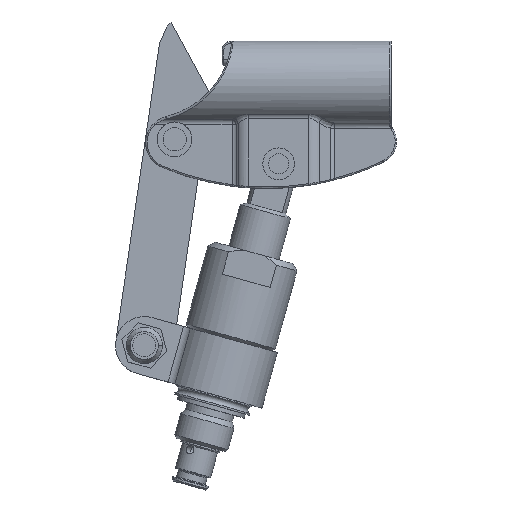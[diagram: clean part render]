
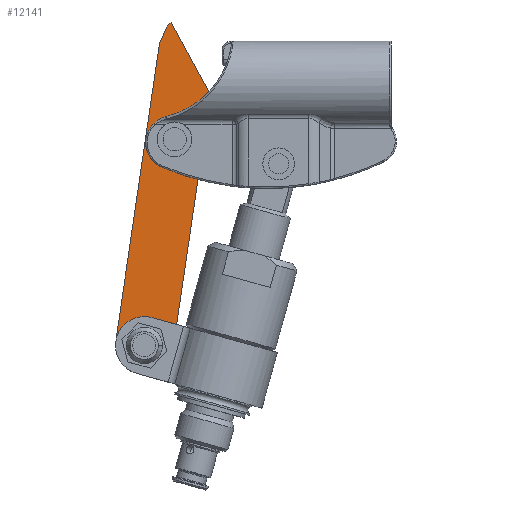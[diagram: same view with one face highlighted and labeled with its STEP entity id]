
A CAD part, top view. The second image highlights one B-rep face of the part: STEP entity #12141.
In plain terms, the highlighted planar face has unit normal (0, 0, 1).
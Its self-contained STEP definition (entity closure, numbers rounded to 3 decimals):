
#2801=CARTESIAN_POINT('',(10.,-19.5,2.9));
#2802=DIRECTION('',(0.,0.,1.));
#2803=DIRECTION('',(1.,0.,0.));
#2804=AXIS2_PLACEMENT_3D('',#2801,#2802,#2803);
#2851=CARTESIAN_POINT('',(10.,-19.5,2.9));
#2852=DIRECTION('',(0.,0.,1.));
#2853=DIRECTION('',(-1.,0.,0.));
#2854=AXIS2_PLACEMENT_3D('',#2851,#2852,#2853);
#3342=DIRECTION('',(0.397,0.918,0.));
#3343=VECTOR('',#3342,5.049);
#3344=CARTESIAN_POINT('',(7.772,-94.431,2.9));
#3345=LINE('',#3344,#3343);
#3346=CARTESIAN_POINT('',(-0.49,-90.862,2.9));
#3347=DIRECTION('',(0.,0.,1.));
#3348=DIRECTION('',(-0.993,-0.116,0.));
#3349=AXIS2_PLACEMENT_3D('',#3346,#3347,#3348);
#3351=DIRECTION('',(0.116,-0.993,0.));
#3352=VECTOR('',#3351,5.049);
#3353=CARTESIAN_POINT('',(-10.013,-86.888,2.9));
#3354=LINE('',#3353,#3352);
#3355=DIRECTION('',(-0.145,-0.989,0.));
#3356=VECTOR('',#3355,101.535);
#3357=CARTESIAN_POINT('',(4.753,13.567,2.9));
#3358=LINE('',#3357,#3356);
#3359=DIRECTION('',(-0.397,-0.918,0.));
#3360=VECTOR('',#3359,5.049);
#3361=CARTESIAN_POINT('',(6.755,18.202,2.9));
#3362=LINE('',#3361,#3360);
#3363=CARTESIAN_POINT('',(15.017,14.633,2.9));
#3364=DIRECTION('',(0.,0.,1.));
#3365=DIRECTION('',(-0.694,0.72,0.));
#3366=AXIS2_PLACEMENT_3D('',#3363,#3364,#3365);
#3368=DIRECTION('',(-0.479,0.878,0.));
#3369=VECTOR('',#3368,28.454);
#3370=CARTESIAN_POINT('',(22.406,-3.862,2.9));
#3371=LINE('',#3370,#3369);
#3372=DIRECTION('',(0.145,0.989,0.));
#3373=VECTOR('',#3372,86.858);
#3374=CARTESIAN_POINT('',(9.774,-89.797,2.9));
#3375=LINE('',#3374,#3373);
#3390=CARTESIAN_POINT('',(-0.49,-90.862,2.9));
#3391=DIRECTION('',(0.,0.,1.));
#3392=DIRECTION('',(0.964,-0.267,0.));
#3393=AXIS2_PLACEMENT_3D('',#3390,#3391,#3392);
#3423=CARTESIAN_POINT('',(-0.49,-90.862,2.9));
#3424=DIRECTION('',(0.,0.,1.));
#3425=DIRECTION('',(-0.964,0.267,0.));
#3426=AXIS2_PLACEMENT_3D('',#3423,#3424,#3425);
#5789=CARTESIAN_POINT('',(7.772,-94.431,2.9));
#5790=CARTESIAN_POINT('',(9.774,-89.797,2.9));
#5791=VERTEX_POINT('',#5789);
#5792=VERTEX_POINT('',#5790);
#5793=CARTESIAN_POINT('',(22.406,-3.862,2.9));
#5794=VERTEX_POINT('',#5793);
#5795=CARTESIAN_POINT('',(4.753,13.567,2.9));
#5796=CARTESIAN_POINT('',(-10.013,-86.888,2.9));
#5797=VERTEX_POINT('',#5795);
#5798=VERTEX_POINT('',#5796);
#5799=CARTESIAN_POINT('',(-9.43,-91.903,2.9));
#5800=VERTEX_POINT('',#5799);
#5821=CARTESIAN_POINT('',(8.769,21.111,2.9));
#5822=VERTEX_POINT('',#5821);
#5823=CARTESIAN_POINT('',(6.755,18.202,2.9));
#5824=VERTEX_POINT('',#5823);
#5829=CARTESIAN_POINT('',(14.,-19.5,2.9));
#5830=CARTESIAN_POINT('',(6.,-19.5,2.9));
#5831=VERTEX_POINT('',#5829);
#5832=VERTEX_POINT('',#5830);
#5833=CARTESIAN_POINT('',(3.364,-91.931,2.9));
#5834=CARTESIAN_POINT('',(-4.345,-89.793,2.9));
#5835=VERTEX_POINT('',#5833);
#5836=VERTEX_POINT('',#5834);
#12116=CARTESIAN_POINT('',(0.,0.,2.9));
#12117=DIRECTION('',(0.,0.,1.));
#12118=DIRECTION('',(1.,0.,0.));
#12119=AXIS2_PLACEMENT_3D('',#12116,#12117,#12118);
#12120=PLANE('',#12119);
#12121=ORIENTED_EDGE('',*,*,#12012,.F.);
#12122=ORIENTED_EDGE('',*,*,#12027,.F.);
#12123=ORIENTED_EDGE('',*,*,#12041,.F.);
#12124=ORIENTED_EDGE('',*,*,#12055,.F.);
#12125=ORIENTED_EDGE('',*,*,#12069,.F.);
#12126=ORIENTED_EDGE('',*,*,#12083,.F.);
#12127=ORIENTED_EDGE('',*,*,#12097,.F.);
#12128=ORIENTED_EDGE('',*,*,#12110,.F.);
#12129=EDGE_LOOP('',(#12121,#12122,#12123,#12124,#12125,#12126,#12127,#12128));
#12130=FACE_OUTER_BOUND('',#12129,.F.);
#12131=ORIENTED_EDGE('',*,*,#10808,.T.);
#12132=ORIENTED_EDGE('',*,*,#10906,.T.);
#12133=EDGE_LOOP('',(#12131,#12132));
#12134=FACE_BOUND('',#12133,.F.);
#12136=ORIENTED_EDGE('',*,*,#12135,.T.);
#12138=ORIENTED_EDGE('',*,*,#12137,.T.);
#12139=EDGE_LOOP('',(#12136,#12138));
#12140=FACE_BOUND('',#12139,.F.);
#2805=CIRCLE('',#2804,4.);
#2855=CIRCLE('',#2854,4.);
#3350=CIRCLE('',#3349,9.);
#3367=CIRCLE('',#3366,9.);
#3394=CIRCLE('',#3393,4.);
#3427=CIRCLE('',#3426,4.);
#10808=EDGE_CURVE('',#5831,#5832,#2805,.T.);
#10906=EDGE_CURVE('',#5832,#5831,#2855,.T.);
#12012=EDGE_CURVE('',#5791,#5792,#3345,.T.);
#12027=EDGE_CURVE('',#5800,#5791,#3350,.T.);
#12041=EDGE_CURVE('',#5798,#5800,#3354,.T.);
#12055=EDGE_CURVE('',#5797,#5798,#3358,.T.);
#12069=EDGE_CURVE('',#5824,#5797,#3362,.T.);
#12083=EDGE_CURVE('',#5822,#5824,#3367,.T.);
#12097=EDGE_CURVE('',#5794,#5822,#3371,.T.);
#12110=EDGE_CURVE('',#5792,#5794,#3375,.T.);
#12135=EDGE_CURVE('',#5835,#5836,#3394,.T.);
#12137=EDGE_CURVE('',#5836,#5835,#3427,.T.);
#12141=ADVANCED_FACE('',(#12130,#12134,#12140),#12120,.T.);
